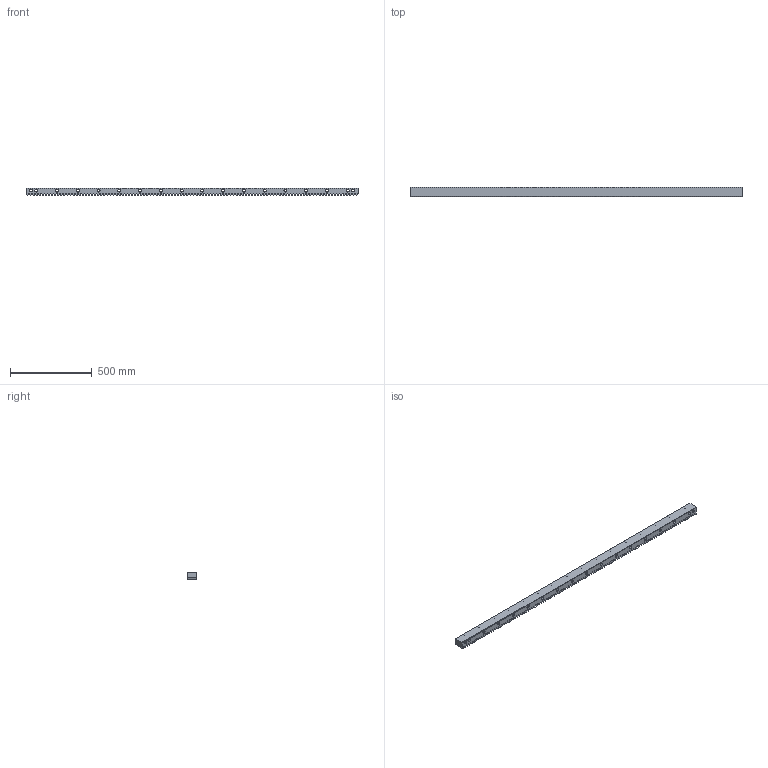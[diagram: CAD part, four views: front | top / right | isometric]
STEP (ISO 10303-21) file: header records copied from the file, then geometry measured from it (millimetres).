
FILE_DESCRIPTION(('STEP AP214'),'1');
FILE_NAME('144-060-420.stp','2017-10-09T11:45:03',('TraceParts'),('TraceParts S.A.'),'Spatial InterOp 3D',' ',' ');
FILE_SCHEMA(('automotive_design'));
Length unit declared in the file: millimetre
Products named in the file (1): 144-060-420
Bounding box: 2034.85 x 59 x 49 mm (x, y, z)
Volume: 4777372.3 mm3; surface area: 593050.2 mm2
Topology: 1 solids, 1 shells, 523 faces, 1515 edges, 1010 vertices
Faces by surface type: plane 455, cylinder 68
Entity records: 21266 total; most frequent: CARTESIAN_POINT 3049, ORIENTED_EDGE 3030, DIRECTION 2699, EDGE_CURVE 1515, LINE 1379, VECTOR 1379, VERTEX_POINT 1010, AXIS2_PLACEMENT_3D 660
